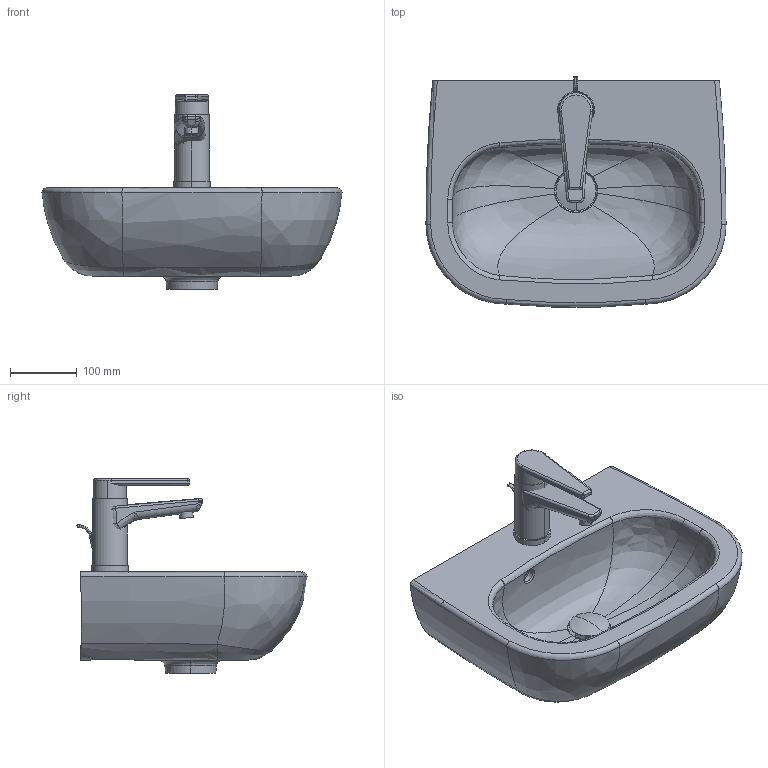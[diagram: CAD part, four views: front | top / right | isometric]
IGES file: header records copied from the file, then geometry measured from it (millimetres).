
Global section: file name: No Iges File Name specified; native system: AutoDesk Inventor R11.0; preprocessor: AutoDesk Inventor Iges Exporter R11.0; author: No Author specified; organization: No Organization specified; date: 20071024.052335; units: millimetre
Bounding box: 450 x 344.96 x 292 mm (x, y, z)
Volume: 8664741.9 mm3; surface area: 662041.5 mm2
Topology: 8 solids, 8 shells, 228 faces, 542 edges, 314 vertices
Faces by surface type: bspline 66, cylinder 52, plane 49, revolution 27, torus 20, sphere 8, cone 6
